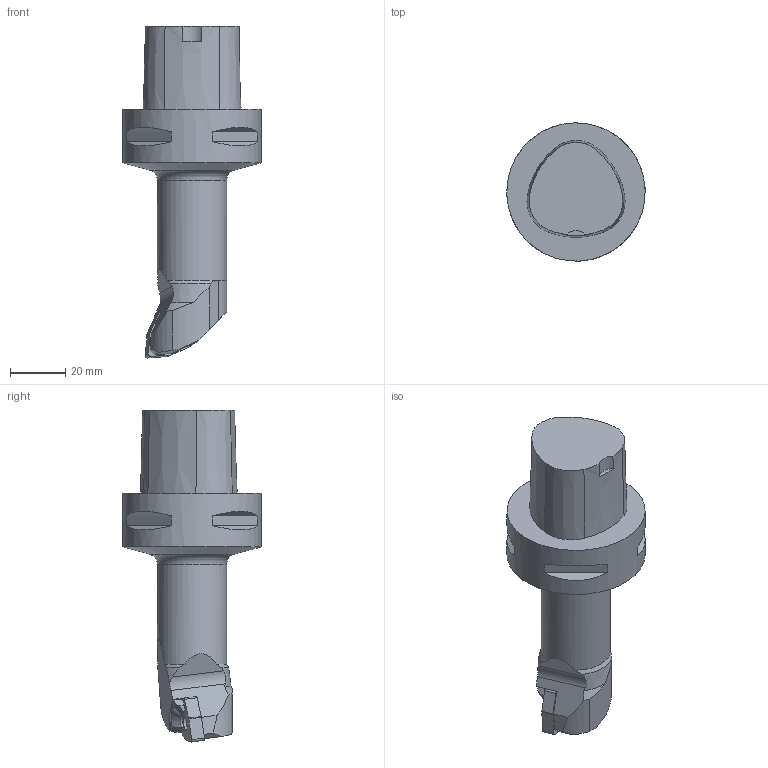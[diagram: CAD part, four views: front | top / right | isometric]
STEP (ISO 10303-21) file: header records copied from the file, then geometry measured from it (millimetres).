
FILE_DESCRIPTION(/* description */ (''),/* implementation_level */ '2;1');
FILE_NAME(/* name */ '1559888220710.stp',/* time_stamp */ '2019-06-07T11:47:12+05:00',/* author */ (''),/* organization */ ('SMS'),/* preprocessor_version */ 'ST-DEVELOPER v15',/* originating_system */ 'SIEMENS PLM Software NX 8.5',/* authorisation */ '');
FILE_SCHEMA (('AUTOMOTIVE_DESIGN { 1 0 10303 214 3 1 1 1 }'));
Length unit declared in the file: millimetre
Products named in the file (4): ASSEMBLY_CONSTRUCTION; IsoTurningInsert; 201768172mod000_00; 201768171mod000_00
Assembly tree (3 placements, depth 2):
  201768171mod000_00
    201768172mod000_00
    IsoTurningInsert
    ASSEMBLY_CONSTRUCTION
Bounding box: 49.99 x 49.97 x 120 mm (x, y, z)
Volume: 98920.4 mm3; surface area: 16028.2 mm2
Topology: 2 solids, 2 shells, 97 faces, 256 edges, 176 vertices
Faces by surface type: plane 57, cylinder 25, cone 14, torus 1
Full cylindrical faces by diameter (mm): 5.156 x2, 25 x1, 50 x1
Entity records: 3276 total; most frequent: CARTESIAN_POINT 702, DIRECTION 527, ORIENTED_EDGE 490, EDGE_CURVE 245, AXIS2_PLACEMENT_3D 197, VERTEX_POINT 165, LINE 133, VECTOR 133
